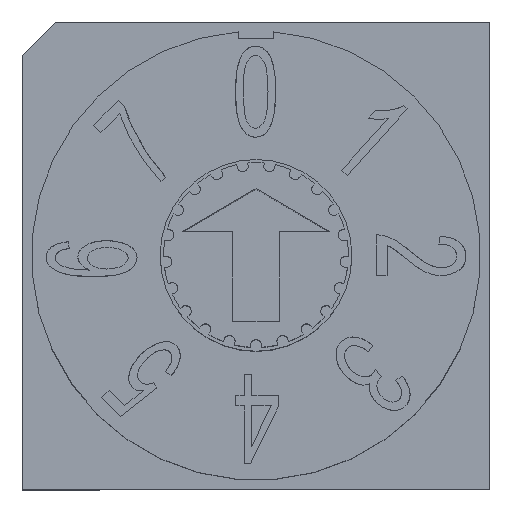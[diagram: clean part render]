
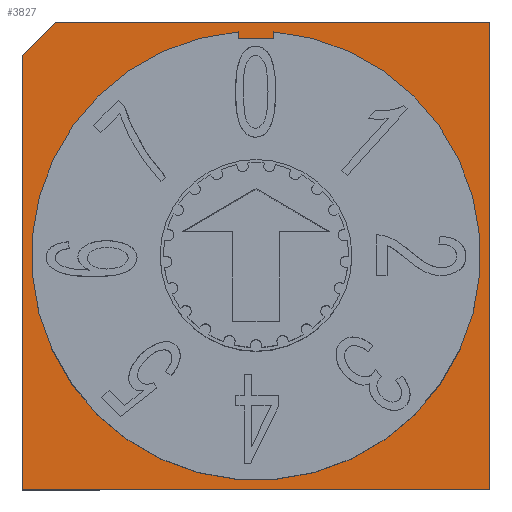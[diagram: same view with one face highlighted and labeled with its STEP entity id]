
A CAD part, top view. The second image highlights one B-rep face of the part: STEP entity #3827.
In plain terms, the highlighted planar face has unit normal (0, 0, 1).
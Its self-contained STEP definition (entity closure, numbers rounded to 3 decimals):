
#3729=CARTESIAN_POINT('',(-5.,4.293,1.525));
#3730=VERTEX_POINT('',#3729);
#3737=CARTESIAN_POINT('',(-4.293,5.,1.525));
#3738=VERTEX_POINT('',#3737);
#3739=CARTESIAN_POINT('',(-4.293,5.,1.525));
#3740=DIRECTION('',(-0.707,-0.707,0.0));
#3741=VECTOR('',#3740,1.);
#3742=LINE('',#3739,#3741);
#3743=EDGE_CURVE('',#3738,#3730,#3742,.T.);
#3754=CARTESIAN_POINT('',(0.0,0.,1.525));
#3755=DIRECTION('',(0.0,0.0,1.0));
#3756=DIRECTION('',(1.0,0.0,0.0));
#3757=AXIS2_PLACEMENT_3D('',#3754,#3755,#3756);
#3758=PLANE('',#3757);
#3759=ORIENTED_EDGE('',*,*,#3743,.T.);
#3760=CARTESIAN_POINT('',(-5.0,-5.0,1.525));
#3761=VERTEX_POINT('',#3760);
#3762=CARTESIAN_POINT('',(-5.0,-5.0,1.525));
#3763=DIRECTION('',(0.0,1.0,0.0));
#3764=VECTOR('',#3763,9.293);
#3765=LINE('',#3762,#3764);
#3766=EDGE_CURVE('',#3761,#3730,#3765,.T.);
#3767=ORIENTED_EDGE('',*,*,#3766,.F.);
#3768=CARTESIAN_POINT('',(5.0,-5.0,1.525));
#3769=VERTEX_POINT('',#3768);
#3770=CARTESIAN_POINT('',(5.0,-5.0,1.525));
#3771=DIRECTION('',(-1.0,0.0,0.0));
#3772=VECTOR('',#3771,10.0);
#3773=LINE('',#3770,#3772);
#3774=EDGE_CURVE('',#3769,#3761,#3773,.T.);
#3775=ORIENTED_EDGE('',*,*,#3774,.F.);
#3776=CARTESIAN_POINT('',(5.,5.0,1.525));
#3777=VERTEX_POINT('',#3776);
#3778=CARTESIAN_POINT('',(5.,5.0,1.525));
#3779=DIRECTION('',(0.0,-1.0,0.0));
#3780=VECTOR('',#3779,10.0);
#3781=LINE('',#3778,#3780);
#3782=EDGE_CURVE('',#3777,#3769,#3781,.T.);
#3783=ORIENTED_EDGE('',*,*,#3782,.F.);
#3784=CARTESIAN_POINT('',(-4.293,5.,1.525));
#3785=DIRECTION('',(1.0,0.0,0.0));
#3786=VECTOR('',#3785,9.293);
#3787=LINE('',#3784,#3786);
#3788=EDGE_CURVE('',#3738,#3777,#3787,.T.);
#3789=ORIENTED_EDGE('',*,*,#3788,.F.);
#3790=EDGE_LOOP('',(#3759,#3767,#3775,#3783,#3789));
#3791=FACE_OUTER_BOUND('',#3790,.T.);
#3792=CARTESIAN_POINT('',(0.38,4.644,1.525));
#3793=VERTEX_POINT('',#3792);
#3794=CARTESIAN_POINT('',(0.38,4.785,1.525));
#3795=VERTEX_POINT('',#3794);
#3796=CARTESIAN_POINT('',(0.38,4.644,1.525));
#3797=DIRECTION('',(0.0,1.0,0.0));
#3798=VECTOR('',#3797,0.141);
#3799=LINE('',#3796,#3798);
#3800=EDGE_CURVE('',#3793,#3795,#3799,.T.);
#3801=ORIENTED_EDGE('',*,*,#3800,.T.);
#3802=CARTESIAN_POINT('',(-0.38,4.785,1.525));
#3803=VERTEX_POINT('',#3802);
#3804=CARTESIAN_POINT('',(0.,0.0,1.525));
#3805=DIRECTION('',(0.0,0.0,-1.));
#3806=DIRECTION('',(0.079,-0.997,0.0));
#3807=AXIS2_PLACEMENT_3D('',#3804,#3805,#3806);
#3808=CIRCLE('',#3807,4.8);
#3809=EDGE_CURVE('',#3795,#3803,#3808,.T.);
#3810=ORIENTED_EDGE('',*,*,#3809,.T.);
#3811=CARTESIAN_POINT('',(-0.38,4.644,1.525));
#3812=VERTEX_POINT('',#3811);
#3813=CARTESIAN_POINT('',(-0.38,4.785,1.525));
#3814=DIRECTION('',(0.0,-1.0,0.0));
#3815=VECTOR('',#3814,0.141);
#3816=LINE('',#3813,#3815);
#3817=EDGE_CURVE('',#3803,#3812,#3816,.T.);
#3818=ORIENTED_EDGE('',*,*,#3817,.T.);
#3819=CARTESIAN_POINT('',(-0.38,4.644,1.525));
#3820=DIRECTION('',(1.0,0.0,0.0));
#3821=VECTOR('',#3820,0.76);
#3822=LINE('',#3819,#3821);
#3823=EDGE_CURVE('',#3812,#3793,#3822,.T.);
#3824=ORIENTED_EDGE('',*,*,#3823,.T.);
#3825=EDGE_LOOP('',(#3801,#3810,#3818,#3824));
#3826=FACE_BOUND('',#3825,.T.);
#3827=ADVANCED_FACE('',(#3791,#3826),#3758,.T.);
